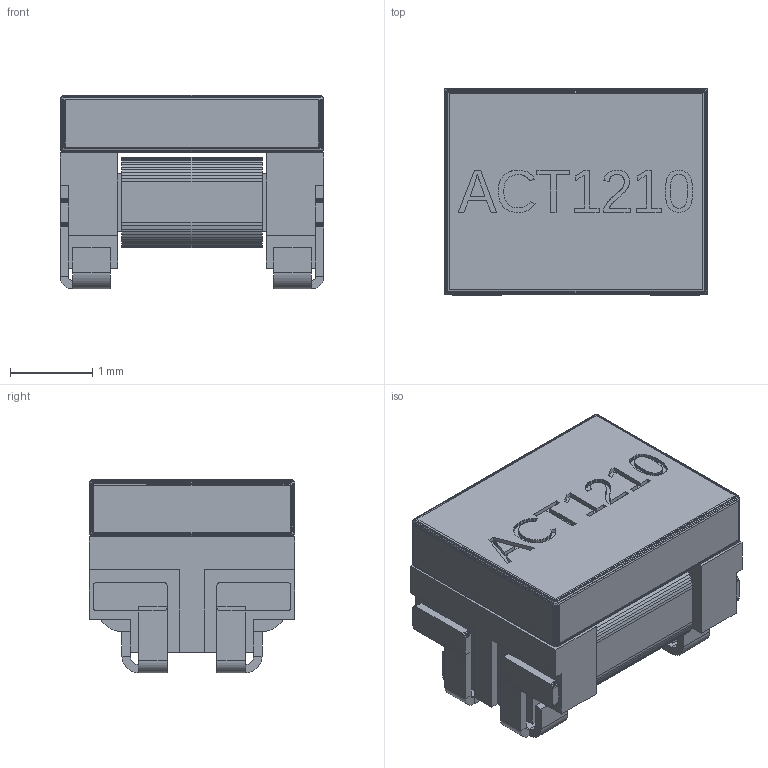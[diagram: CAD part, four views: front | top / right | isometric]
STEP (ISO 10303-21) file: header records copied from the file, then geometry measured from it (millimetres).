
FILE_DESCRIPTION(('FreeCAD Model'),'2;1');
FILE_NAME('ACT1210.step','2019-12-13T11:28:26', ('kicad StepUp'),('ksu MCAD'),'Open CASCADE STEP processor 7.3', 'FreeCAD','Unknown');
FILE_SCHEMA(('AUTOMOTIVE_DESIGN { 1 0 10303 214 1 1 1 1 }'));
Length unit declared in the file: millimetre
Products named in the file (1): ACT1210
Bounding box: 3.2 x 2.5 x 2.35 mm (x, y, z)
Volume: 14.2 mm3; surface area: 63.3 mm2
Topology: 2 solids, 2 shells, 1579 faces, 3544 edges, 1974 vertices
Faces by surface type: plane 1563, cylinder 16
Entity records: 52547 total; most frequent: CARTESIAN_POINT 7102, ORIENTED_EDGE 7094, DIRECTION 6739, EDGE_CURVE 3547, LINE 3515, VECTOR 3515, VERTEX_POINT 1975, AXIS2_PLACEMENT_3D 1612
